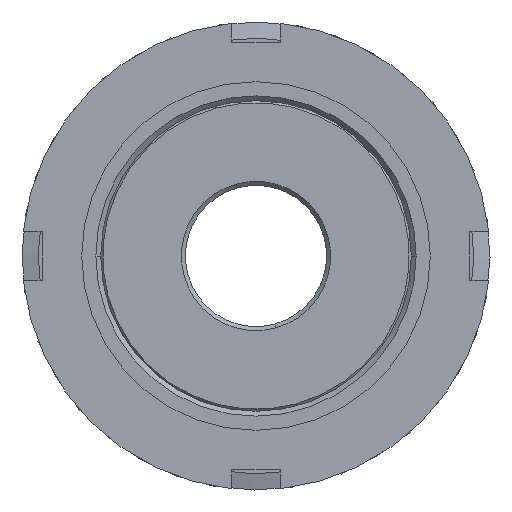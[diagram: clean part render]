
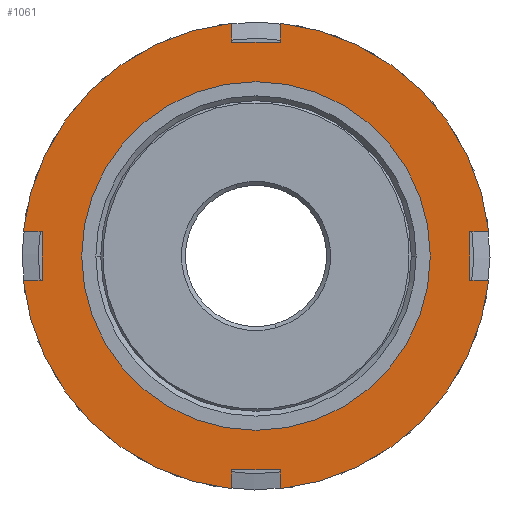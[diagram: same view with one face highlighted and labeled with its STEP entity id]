
A CAD part, front view. The second image highlights one B-rep face of the part: STEP entity #1061.
In plain terms, the highlighted planar face has unit normal (0, -1, 0).
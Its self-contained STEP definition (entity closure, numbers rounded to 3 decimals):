
#7 = DIRECTION ( 'NONE',  ( -1., 0., 0. ) ) ;
#87 = ORIENTED_EDGE ( 'NONE', *, *, #1758, .F. ) ;
#127 = CARTESIAN_POINT ( 'NONE',  ( -3., -20.269, 0. ) ) ;
#148 = ORIENTED_EDGE ( 'NONE', *, *, #447, .T. ) ;
#166 = VERTEX_POINT ( 'NONE', #2353 ) ;
#175 = LINE ( 'NONE', #2380, #687 ) ;
#189 = CARTESIAN_POINT ( 'NONE',  ( 26.5, -20.269, -3. ) ) ;
#211 = EDGE_CURVE ( 'NONE', #2621, #1089, #549, .T. ) ;
#217 = ORIENTED_EDGE ( 'NONE', *, *, #2197, .T. ) ;
#235 = VECTOR ( 'NONE', #1596, 1000. ) ;
#241 = FACE_BOUND ( 'NONE', #2331, .T. ) ;
#265 = CARTESIAN_POINT ( 'NONE',  ( -3., -20.269, -26.5 ) ) ;
#294 = VERTEX_POINT ( 'NONE', #189 ) ;
#306 = AXIS2_PLACEMENT_3D ( 'NONE', #2032, #1614, #934 ) ;
#325 = CARTESIAN_POINT ( 'NONE',  ( 3., -20.269, -26.5 ) ) ;
#330 = DIRECTION ( 'NONE',  ( 0., 1., 0. ) ) ;
#332 = VERTEX_POINT ( 'NONE', #2673 ) ;
#334 = DIRECTION ( 'NONE',  ( 0., 0., 1. ) ) ;
#355 = EDGE_LOOP ( 'NONE', ( #1082, #1184, #217, #494, #2467, #2082, #1708, #87, #2225, #2007, #2148, #2145, #2768, #729, #2893, #1125 ) ) ;
#357 = VECTOR ( 'NONE', #1422, 1000. ) ;
#364 = DIRECTION ( 'NONE',  ( 0., 0., 1. ) ) ;
#366 = CIRCLE ( 'NONE', #543, 29. ) ;
#375 = CARTESIAN_POINT ( 'NONE',  ( 3., -20.269, 28.844 ) ) ;
#403 = CARTESIAN_POINT ( 'NONE',  ( 26.5, -20.269, 3. ) ) ;
#447 = EDGE_CURVE ( 'NONE', #1055, #166, #963, .T. ) ;
#449 = DIRECTION ( 'NONE',  ( -1., 0., 0. ) ) ;
#494 = ORIENTED_EDGE ( 'NONE', *, *, #2114, .F. ) ;
#498 = VECTOR ( 'NONE', #334, 1000. ) ;
#504 = CARTESIAN_POINT ( 'NONE',  ( 28.844, -20.269, 3. ) ) ;
#543 = AXIS2_PLACEMENT_3D ( 'NONE', #2354, #330, #2808 ) ;
#549 = LINE ( 'NONE', #1102, #613 ) ;
#596 = EDGE_CURVE ( 'NONE', #1903, #730, #1238, .T. ) ;
#613 = VECTOR ( 'NONE', #2437, 1000. ) ;
#627 = CIRCLE ( 'NONE', #2223, 29. ) ;
#686 = CARTESIAN_POINT ( 'NONE',  ( -26.5, -20.269, -3. ) ) ;
#687 = VECTOR ( 'NONE', #2371, 1000. ) ;
#707 = VECTOR ( 'NONE', #2108, 1000. ) ;
#728 = AXIS2_PLACEMENT_3D ( 'NONE', #1134, #1818, #449 ) ;
#729 = ORIENTED_EDGE ( 'NONE', *, *, #2293, .F. ) ;
#730 = VERTEX_POINT ( 'NONE', #504 ) ;
#759 = AXIS2_PLACEMENT_3D ( 'NONE', #1862, #2039, #2302 ) ;
#766 = CARTESIAN_POINT ( 'NONE',  ( 0., -20.269, 26.5 ) ) ;
#771 = VECTOR ( 'NONE', #2785, 1000. ) ;
#775 = CARTESIAN_POINT ( 'NONE',  ( -28.844, -20.269, -3. ) ) ;
#777 = VECTOR ( 'NONE', #364, 1000. ) ;
#919 = AXIS2_PLACEMENT_3D ( 'NONE', #2016, #1331, #7 ) ;
#928 = EDGE_CURVE ( 'NONE', #2175, #2174, #175, .T. ) ;
#934 = DIRECTION ( 'NONE',  ( -1., 0., 0. ) ) ;
#963 = CIRCLE ( 'NONE', #759, 21.6 ) ;
#983 = CARTESIAN_POINT ( 'NONE',  ( 3., -20.269, -28.844 ) ) ;
#1006 = CARTESIAN_POINT ( 'NONE',  ( -3., -20.269, -28.844 ) ) ;
#1020 = CARTESIAN_POINT ( 'NONE',  ( 3., -20.269, 0. ) ) ;
#1043 = VERTEX_POINT ( 'NONE', #1760 ) ;
#1055 = VERTEX_POINT ( 'NONE', #1373 ) ;
#1061 = ADVANCED_FACE ( 'NONE', ( #241, #1923 ), #2041, .F. ) ;
#1082 = ORIENTED_EDGE ( 'NONE', *, *, #928, .F. ) ;
#1089 = VERTEX_POINT ( 'NONE', #265 ) ;
#1102 = CARTESIAN_POINT ( 'NONE',  ( 0., -20.269, -26.5 ) ) ;
#1125 = ORIENTED_EDGE ( 'NONE', *, *, #2434, .F. ) ;
#1134 = CARTESIAN_POINT ( 'NONE',  ( 0., -20.269, 0. ) ) ;
#1184 = ORIENTED_EDGE ( 'NONE', *, *, #1736, .F. ) ;
#1238 = CIRCLE ( 'NONE', #728, 29. ) ;
#1248 = VERTEX_POINT ( 'NONE', #983 ) ;
#1255 = VECTOR ( 'NONE', #1497, 1000. ) ;
#1331 = DIRECTION ( 'NONE',  ( 0., 1., 0. ) ) ;
#1360 = DIRECTION ( 'NONE',  ( 0., 0., 1. ) ) ;
#1373 = CARTESIAN_POINT ( 'NONE',  ( -21.6, -20.269, 0. ) ) ;
#1383 = CARTESIAN_POINT ( 'NONE',  ( 0., -20.269, 0. ) ) ;
#1394 = DIRECTION ( 'NONE',  ( 0., 1., 0. ) ) ;
#1402 = CARTESIAN_POINT ( 'NONE',  ( -3., -20.269, 0. ) ) ;
#1415 = LINE ( 'NONE', #127, #498 ) ;
#1422 = DIRECTION ( 'NONE',  ( -1., 0., 0. ) ) ;
#1426 = CARTESIAN_POINT ( 'NONE',  ( 21.6, -20.269, -3. ) ) ;
#1497 = DIRECTION ( 'NONE',  ( 0., 0., -1. ) ) ;
#1562 = LINE ( 'NONE', #1402, #235 ) ;
#1585 = DIRECTION ( 'NONE',  ( -1., 0., 0. ) ) ;
#1596 = DIRECTION ( 'NONE',  ( 0., 0., -1. ) ) ;
#1601 = DIRECTION ( 'NONE',  ( 0., 1., 0. ) ) ;
#1612 = CARTESIAN_POINT ( 'NONE',  ( 0., -20.269, 0. ) ) ;
#1614 = DIRECTION ( 'NONE',  ( 0., 1., 0. ) ) ;
#1672 = EDGE_CURVE ( 'NONE', #1089, #2664, #1562, .T. ) ;
#1707 = LINE ( 'NONE', #2773, #771 ) ;
#1708 = ORIENTED_EDGE ( 'NONE', *, *, #2338, .T. ) ;
#1736 = EDGE_CURVE ( 'NONE', #2184, #2175, #2132, .T. ) ;
#1739 = VERTEX_POINT ( 'NONE', #775 ) ;
#1742 = CIRCLE ( 'NONE', #2445, 29. ) ;
#1749 = VERTEX_POINT ( 'NONE', #1940 ) ;
#1758 = EDGE_CURVE ( 'NONE', #1749, #1248, #366, .T. ) ;
#1760 = CARTESIAN_POINT ( 'NONE',  ( 3., -20.269, 26.5 ) ) ;
#1778 = LINE ( 'NONE', #1834, #2018 ) ;
#1818 = DIRECTION ( 'NONE',  ( 0., 1., 0. ) ) ;
#1834 = CARTESIAN_POINT ( 'NONE',  ( 3., -20.269, 0. ) ) ;
#1862 = CARTESIAN_POINT ( 'NONE',  ( 0., -20.269, 0. ) ) ;
#1878 = VERTEX_POINT ( 'NONE', #403 ) ;
#1903 = VERTEX_POINT ( 'NONE', #375 ) ;
#1916 = DIRECTION ( 'NONE',  ( 1., 0., 0. ) ) ;
#1923 = FACE_OUTER_BOUND ( 'NONE', #355, .T. ) ;
#1940 = CARTESIAN_POINT ( 'NONE',  ( 28.844, -20.269, -3. ) ) ;
#2007 = ORIENTED_EDGE ( 'NONE', *, *, #2275, .F. ) ;
#2010 = EDGE_CURVE ( 'NONE', #1043, #1903, #1778, .T. ) ;
#2013 = LINE ( 'NONE', #766, #2634 ) ;
#2016 = CARTESIAN_POINT ( 'NONE',  ( 0., -20.269, 0. ) ) ;
#2018 = VECTOR ( 'NONE', #1360, 1000. ) ;
#2032 = CARTESIAN_POINT ( 'NONE',  ( 21.6, -20.269, 0. ) ) ;
#2039 = DIRECTION ( 'NONE',  ( 0., 1., 0. ) ) ;
#2041 = PLANE ( 'NONE',  #306 ) ;
#2057 = LINE ( 'NONE', #2758, #357 ) ;
#2082 = ORIENTED_EDGE ( 'NONE', *, *, #211, .F. ) ;
#2108 = DIRECTION ( 'NONE',  ( 1., 0., 0. ) ) ;
#2114 = EDGE_CURVE ( 'NONE', #2664, #1739, #1742, .T. ) ;
#2132 = LINE ( 'NONE', #2370, #777 ) ;
#2145 = ORIENTED_EDGE ( 'NONE', *, *, #596, .F. ) ;
#2148 = ORIENTED_EDGE ( 'NONE', *, *, #2655, .T. ) ;
#2152 = LINE ( 'NONE', #2694, #2461 ) ;
#2174 = VERTEX_POINT ( 'NONE', #2321 ) ;
#2175 = VERTEX_POINT ( 'NONE', #2709 ) ;
#2184 = VERTEX_POINT ( 'NONE', #686 ) ;
#2197 = EDGE_CURVE ( 'NONE', #2184, #1739, #2057, .T. ) ;
#2223 = AXIS2_PLACEMENT_3D ( 'NONE', #1383, #1601, #1585 ) ;
#2225 = ORIENTED_EDGE ( 'NONE', *, *, #2616, .F. ) ;
#2275 = EDGE_CURVE ( 'NONE', #1878, #294, #2152, .T. ) ;
#2290 = DIRECTION ( 'NONE',  ( -1., 0., 0. ) ) ;
#2293 = EDGE_CURVE ( 'NONE', #332, #1043, #2013, .T. ) ;
#2294 = LINE ( 'NONE', #1020, #1255 ) ;
#2302 = DIRECTION ( 'NONE',  ( -1., 0., 0. ) ) ;
#2321 = CARTESIAN_POINT ( 'NONE',  ( -28.844, -20.269, 3. ) ) ;
#2331 = EDGE_LOOP ( 'NONE', ( #148, #2626 ) ) ;
#2338 = EDGE_CURVE ( 'NONE', #2621, #1248, #2294, .T. ) ;
#2345 = VERTEX_POINT ( 'NONE', #2622 ) ;
#2353 = CARTESIAN_POINT ( 'NONE',  ( 21.6, -20.269, 0. ) ) ;
#2354 = CARTESIAN_POINT ( 'NONE',  ( 0., -20.269, 0. ) ) ;
#2370 = CARTESIAN_POINT ( 'NONE',  ( -26.5, -20.269, 0. ) ) ;
#2371 = DIRECTION ( 'NONE',  ( -1., 0., 0. ) ) ;
#2380 = CARTESIAN_POINT ( 'NONE',  ( 21.6, -20.269, 3. ) ) ;
#2434 = EDGE_CURVE ( 'NONE', #2174, #2345, #627, .T. ) ;
#2437 = DIRECTION ( 'NONE',  ( -1., 0., 0. ) ) ;
#2445 = AXIS2_PLACEMENT_3D ( 'NONE', #1612, #1394, #2290 ) ;
#2461 = VECTOR ( 'NONE', #2483, 1000. ) ;
#2467 = ORIENTED_EDGE ( 'NONE', *, *, #1672, .F. ) ;
#2483 = DIRECTION ( 'NONE',  ( 0., 0., -1. ) ) ;
#2616 = EDGE_CURVE ( 'NONE', #294, #1749, #2635, .T. ) ;
#2621 = VERTEX_POINT ( 'NONE', #325 ) ;
#2622 = CARTESIAN_POINT ( 'NONE',  ( -3., -20.269, 28.844 ) ) ;
#2626 = ORIENTED_EDGE ( 'NONE', *, *, #2852, .T. ) ;
#2634 = VECTOR ( 'NONE', #1916, 1000. ) ;
#2635 = LINE ( 'NONE', #1426, #707 ) ;
#2655 = EDGE_CURVE ( 'NONE', #1878, #730, #1707, .T. ) ;
#2664 = VERTEX_POINT ( 'NONE', #1006 ) ;
#2673 = CARTESIAN_POINT ( 'NONE',  ( -3., -20.269, 26.5 ) ) ;
#2694 = CARTESIAN_POINT ( 'NONE',  ( 26.5, -20.269, 0. ) ) ;
#2709 = CARTESIAN_POINT ( 'NONE',  ( -26.5, -20.269, 3. ) ) ;
#2717 = EDGE_CURVE ( 'NONE', #332, #2345, #1415, .T. ) ;
#2758 = CARTESIAN_POINT ( 'NONE',  ( 21.6, -20.269, -3. ) ) ;
#2768 = ORIENTED_EDGE ( 'NONE', *, *, #2010, .F. ) ;
#2773 = CARTESIAN_POINT ( 'NONE',  ( 21.6, -20.269, 3. ) ) ;
#2785 = DIRECTION ( 'NONE',  ( 1., 0., 0. ) ) ;
#2808 = DIRECTION ( 'NONE',  ( -1., 0., 0. ) ) ;
#2852 = EDGE_CURVE ( 'NONE', #166, #1055, #2889, .T. ) ;
#2889 = CIRCLE ( 'NONE', #919, 21.6 ) ;
#2893 = ORIENTED_EDGE ( 'NONE', *, *, #2717, .T. ) ;
